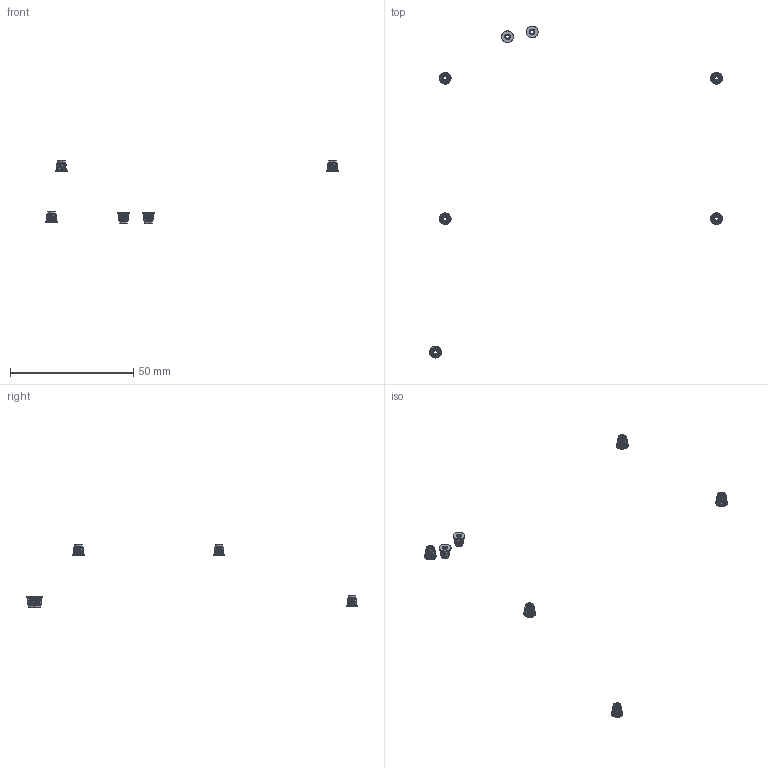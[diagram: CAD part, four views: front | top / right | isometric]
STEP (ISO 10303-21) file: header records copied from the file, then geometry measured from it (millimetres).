
FILE_DESCRIPTION(/* description */ (''),/* implementation_level */ '2;1');
FILE_NAME(/* name */ 'MF-02 insert_m2',/* time_stamp */ '2025-01-14T18:51:11-08:00',/* author */ (''),/* organization */ (''),/* preprocessor_version */ 'ST-DEVELOPER v16.5',/* originating_system */ 'Rhino 7.37',/* authorisation */ '');
FILE_SCHEMA (('CONFIG_CONTROL_DESIGN'));
Length unit declared in the file: millimetre
Products named in the file (1): Document
Bounding box: 118.7 x 134.57 x 25.53 mm (x, y, z)
Volume: 246.8 mm3; surface area: 956.9 mm2
Topology: 7 solids, 7 shells, 868 faces, 2450 edges, 1624 vertices
Faces by surface type: bspline 413, cylinder 329, plane 126
Entity records: 38137 total; most frequent: CARTESIAN_POINT 24292, ORIENTED_EDGE 4900, EDGE_CURVE 2450, VERTEX_POINT 1624, EDGE_LOOP 910, ADVANCED_FACE 868, FACE_OUTER_BOUND 868, B_SPLINE_CURVE_WITH_KNOTS 714
